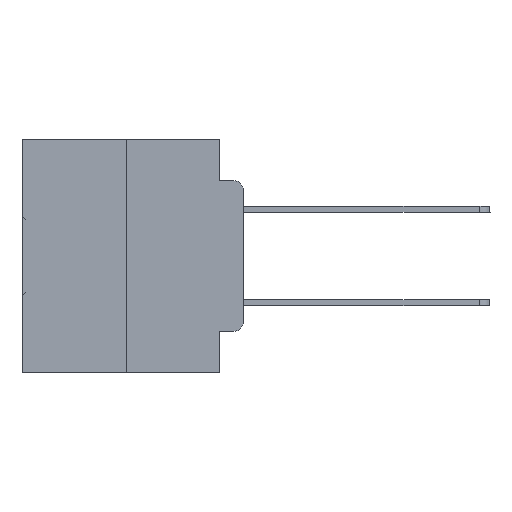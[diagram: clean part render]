
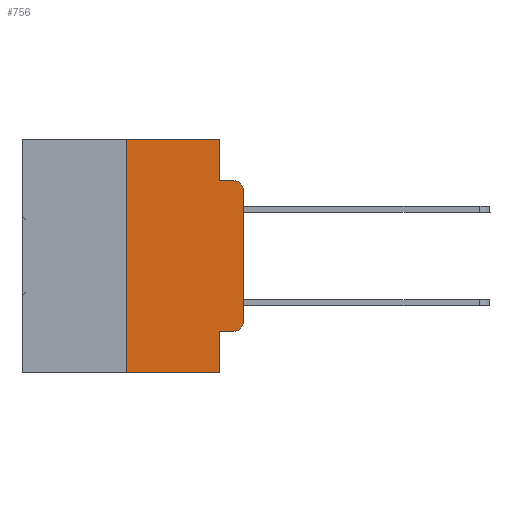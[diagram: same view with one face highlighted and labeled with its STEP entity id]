
A CAD part, left-side view. The second image highlights one B-rep face of the part: STEP entity #756.
In plain terms, the highlighted planar face has unit normal (-1, 0, 0).
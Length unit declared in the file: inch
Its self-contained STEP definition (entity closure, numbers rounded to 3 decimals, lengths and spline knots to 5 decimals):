
#254 = CARTESIAN_POINT ( 'NONE',  ( 0., 0.051, 0. ) ) ;
#756 = ADVANCED_FACE ( 'NONE', ( #30732 ), #21537, .F. ) ;
#1096 = ORIENTED_EDGE ( 'NONE', *, *, #10027, .F. ) ;
#1199 = CARTESIAN_POINT ( 'NONE',  ( 0., 0.051, -0.0885 ) ) ;
#1811 = VECTOR ( 'NONE', #7995, 39.37008 ) ;
#2711 = CARTESIAN_POINT ( 'NONE',  ( 0., 0.25, 0. ) ) ;
#3049 = VERTEX_POINT ( 'NONE', #22939 ) ;
#3050 = EDGE_CURVE ( 'NONE', #5782, #29024, #4383, .T. ) ;
#3073 = ORIENTED_EDGE ( 'NONE', *, *, #4845, .F. ) ;
#3927 = ORIENTED_EDGE ( 'NONE', *, *, #15267, .F. ) ;
#4383 = LINE ( 'NONE', #29514, #31030 ) ;
#4736 = ORIENTED_EDGE ( 'NONE', *, *, #18736, .T. ) ;
#4845 = EDGE_CURVE ( 'NONE', #5782, #21109, #20422, .T. ) ;
#5433 = CIRCLE ( 'NONE', #29723, 0.02 ) ;
#5782 = VERTEX_POINT ( 'NONE', #27075 ) ;
#5900 = VERTEX_POINT ( 'NONE', #22368 ) ;
#6544 = CARTESIAN_POINT ( 'NONE',  ( 0., 0.051, -0.0885 ) ) ;
#6755 = CARTESIAN_POINT ( 'NONE',  ( 0., 0.02, -0.3915 ) ) ;
#7726 = VECTOR ( 'NONE', #27499, 39.37008 ) ;
#7995 = DIRECTION ( 'NONE',  ( 0., 0., 1. ) ) ;
#8788 = LINE ( 'NONE', #2711, #1811 ) ;
#9309 = DIRECTION ( 'NONE',  ( 0., 0., -1. ) ) ;
#10027 = EDGE_CURVE ( 'NONE', #3049, #5900, #8788, .T. ) ;
#10285 = AXIS2_PLACEMENT_3D ( 'NONE', #11848, #21082, #17991 ) ;
#10632 = VERTEX_POINT ( 'NONE', #17930 ) ;
#11236 = DIRECTION ( 'NONE',  ( -1., 0., 0. ) ) ;
#11252 = CARTESIAN_POINT ( 'NONE',  ( 0., 0., -0.1085 ) ) ;
#11634 = VECTOR ( 'NONE', #25893, 39.37008 ) ;
#11642 = CARTESIAN_POINT ( 'NONE',  ( 0., 0.02, -0.4115 ) ) ;
#11848 = CARTESIAN_POINT ( 'NONE',  ( 0., 0.473, 0. ) ) ;
#12454 = LINE ( 'NONE', #15598, #11634 ) ;
#12723 = VECTOR ( 'NONE', #15951, 39.37008 ) ;
#13507 = EDGE_CURVE ( 'NONE', #10632, #30857, #27908, .T. ) ;
#14186 = VECTOR ( 'NONE', #29230, 39.37008 ) ;
#14187 = DIRECTION ( 'NONE',  ( 0., -1., 0. ) ) ;
#14741 = EDGE_LOOP ( 'NONE', ( #30147, #4736, #3927, #32181, #17050, #1096, #31542, #3073, #29005, #19310 ) ) ;
#14920 = EDGE_CURVE ( 'NONE', #5900, #10632, #12454, .T. ) ;
#15267 = EDGE_CURVE ( 'NONE', #30857, #19397, #21754, .T. ) ;
#15529 = CARTESIAN_POINT ( 'NONE',  ( 0., 0., 0. ) ) ;
#15598 = CARTESIAN_POINT ( 'NONE',  ( 0., 0.473, 0. ) ) ;
#15686 = LINE ( 'NONE', #15529, #21758 ) ;
#15951 = DIRECTION ( 'NONE',  ( 0., 0., -1. ) ) ;
#16830 = CARTESIAN_POINT ( 'NONE',  ( 0., 0.02, -0.0885 ) ) ;
#17050 = ORIENTED_EDGE ( 'NONE', *, *, #14920, .F. ) ;
#17930 = CARTESIAN_POINT ( 'NONE',  ( 0., 0.051, 0. ) ) ;
#17991 = DIRECTION ( 'NONE',  ( 0., 0., -1. ) ) ;
#18736 = EDGE_CURVE ( 'NONE', #30756, #19397, #31605, .T. ) ;
#19310 = ORIENTED_EDGE ( 'NONE', *, *, #31403, .T. ) ;
#19397 = VERTEX_POINT ( 'NONE', #16830 ) ;
#19828 = AXIS2_PLACEMENT_3D ( 'NONE', #26750, #11236, #29284 ) ;
#20422 = LINE ( 'NONE', #254, #12723 ) ;
#21003 = CARTESIAN_POINT ( 'NONE',  ( 0., 0.051, -0.5 ) ) ;
#21028 = VERTEX_POINT ( 'NONE', #30875 ) ;
#21082 = DIRECTION ( 'NONE',  ( 1., 0., 0. ) ) ;
#21109 = VERTEX_POINT ( 'NONE', #21003 ) ;
#21518 = CARTESIAN_POINT ( 'NONE',  ( 0., 0.051, 0. ) ) ;
#21537 = PLANE ( 'NONE',  #10285 ) ;
#21754 = LINE ( 'NONE', #6544, #27776 ) ;
#21758 = VECTOR ( 'NONE', #30926, 39.37008 ) ;
#22140 = DIRECTION ( 'NONE',  ( 0., -1., 0. ) ) ;
#22204 = EDGE_CURVE ( 'NONE', #21028, #30756, #15686, .T. ) ;
#22368 = CARTESIAN_POINT ( 'NONE',  ( 0., 0.25, 0. ) ) ;
#22939 = CARTESIAN_POINT ( 'NONE',  ( 0., 0.25, -0.5 ) ) ;
#24843 = DIRECTION ( 'NONE',  ( -1., 0., 0. ) ) ;
#24955 = CARTESIAN_POINT ( 'NONE',  ( 0., 0.473, -0.5 ) ) ;
#25893 = DIRECTION ( 'NONE',  ( 0., -1., 0. ) ) ;
#26531 = EDGE_CURVE ( 'NONE', #3049, #21109, #28272, .T. ) ;
#26750 = CARTESIAN_POINT ( 'NONE',  ( 0., 0.02, -0.1085 ) ) ;
#27075 = CARTESIAN_POINT ( 'NONE',  ( 0., 0.051, -0.4115 ) ) ;
#27499 = DIRECTION ( 'NONE',  ( 0., -1., 0. ) ) ;
#27776 = VECTOR ( 'NONE', #22140, 39.37008 ) ;
#27908 = LINE ( 'NONE', #21518, #14186 ) ;
#28272 = LINE ( 'NONE', #24955, #7726 ) ;
#29005 = ORIENTED_EDGE ( 'NONE', *, *, #3050, .T. ) ;
#29024 = VERTEX_POINT ( 'NONE', #11642 ) ;
#29230 = DIRECTION ( 'NONE',  ( 0., 0., -1. ) ) ;
#29284 = DIRECTION ( 'NONE',  ( 0., 0., -1. ) ) ;
#29514 = CARTESIAN_POINT ( 'NONE',  ( 0., 0.051, -0.4115 ) ) ;
#29723 = AXIS2_PLACEMENT_3D ( 'NONE', #6755, #24843, #9309 ) ;
#30147 = ORIENTED_EDGE ( 'NONE', *, *, #22204, .T. ) ;
#30732 = FACE_OUTER_BOUND ( 'NONE', #14741, .T. ) ;
#30756 = VERTEX_POINT ( 'NONE', #11252 ) ;
#30857 = VERTEX_POINT ( 'NONE', #1199 ) ;
#30875 = CARTESIAN_POINT ( 'NONE',  ( 0., 0., -0.3915 ) ) ;
#30926 = DIRECTION ( 'NONE',  ( 0., 0., 1. ) ) ;
#31030 = VECTOR ( 'NONE', #14187, 39.37008 ) ;
#31403 = EDGE_CURVE ( 'NONE', #29024, #21028, #5433, .T. ) ;
#31542 = ORIENTED_EDGE ( 'NONE', *, *, #26531, .T. ) ;
#31605 = CIRCLE ( 'NONE', #19828, 0.02 ) ;
#32181 = ORIENTED_EDGE ( 'NONE', *, *, #13507, .F. ) ;
